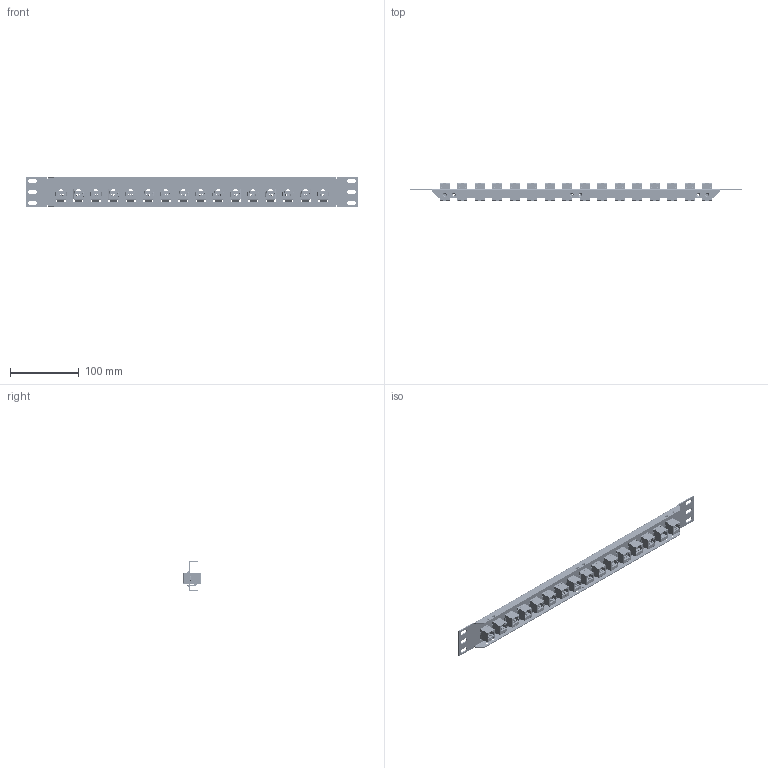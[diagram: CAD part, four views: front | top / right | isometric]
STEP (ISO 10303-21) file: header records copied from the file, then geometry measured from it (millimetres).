
FILE_DESCRIPTION (( 'STEP AP214' ), '1' );
FILE_NAME ('PR175C6-16SM.STEP', '2018-03-19T13:14:16', ( '' ), ( '' ), 'SwSTEP 2.0', 'SolidWorks 2017', '' );
FILE_SCHEMA (( 'AUTOMOTIVE_DESIGN' ));
Length unit declared in the file: inch
Products named in the file (12): TDG1026KS-Cx - PCB(UQ-2); TDG1026KS-Cx - PCB(UQ-1); TDG1026KS-Cx - PCB CONTACT MOUNT; TDG1026KS-Cx - PCB; TDG1026KS-Cx-MINI - REAR HOUSING SHIELD_Cat 6; TDG1026KS-Cx-MINI - FRONT HOUSING SHIELD_Cat 6; TDG1026KS-Cx-MINI - REAR HOUSING; TDG1026KS-Cx-MINI - FRONT HOUSING; PR175UJ16B; PR175C6-16SM; TDG1026KS-Cx-MINI_Cat 6
Assembly tree (40 placements, depth 4):
  PR175C6-16SM
    PR175UJ16B
    TDG1026KS-Cx-MINI_Cat 6  x16
      TDG1026KS-Cx-MINI - FRONT HOUSING
      TDG1026KS-Cx-MINI - REAR HOUSING
      TDG1026KS-Cx-MINI - FRONT HOUSING SHIELD_Cat 6
      TDG1026KS-Cx-MINI - REAR HOUSING SHIELD_Cat 6
      TDG1026KS-Cx - PCB
        TDG1026KS-Cx - PCB
        TDG1026KS-Cx - PCB CONTACT MOUNT
        TDG1026KS-Cx - PCB(UQ-1)  x5
        TDG1026KS-Cx - PCB(UQ-2)  x11
Bounding box: 482.6 x 25 x 43.94 mm (x, y, z)
Volume: 85543.9 mm3; surface area: 206411.7 mm2
Topology: 353 solids, 353 shells, 22409 faces, 58704 edges, 36884 vertices
Faces by surface type: plane 15397, cylinder 4256, bspline 2552, sphere 192, cone 12
Full cylindrical faces by diameter (mm): 0.46 x848
Entity records: 72581 total; most frequent: CARTESIAN_POINT 22405, ORIENTED_EDGE 9730, DIRECTION 8073, EDGE_CURVE 4865, VECTOR 3805, LINE 3805, VERTEX_POINT 3126, AXIS2_PLACEMENT_3D 2134
